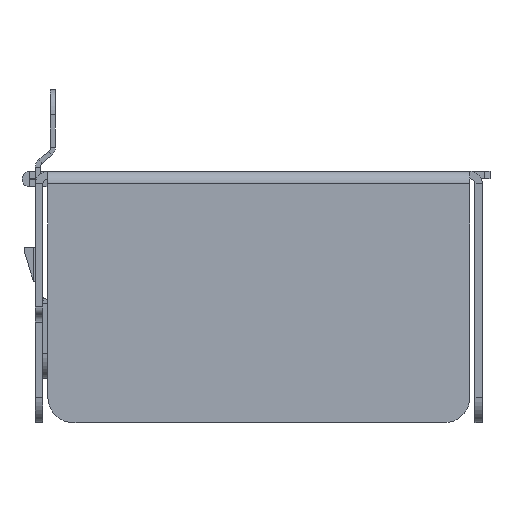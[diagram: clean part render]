
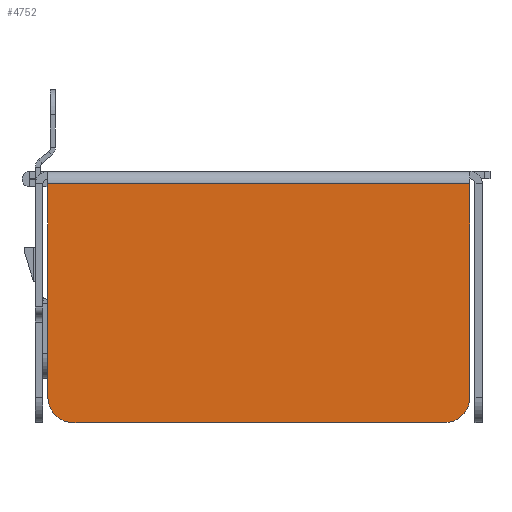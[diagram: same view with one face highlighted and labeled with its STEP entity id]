
A CAD part, left-side view. The second image highlights one B-rep face of the part: STEP entity #4752.
In plain terms, the highlighted planar face has unit normal (-1, 0, 0).
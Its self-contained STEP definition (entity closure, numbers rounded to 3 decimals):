
#277 = ORIENTED_EDGE ( 'NONE', *, *, #5073, .T. ) ;
#293 = AXIS2_PLACEMENT_3D ( 'NONE', #5118, #2761, #6246 ) ;
#315 = VERTEX_POINT ( 'NONE', #7099 ) ;
#354 = DIRECTION ( 'NONE',  ( 0., 0., 1. ) ) ;
#519 = FACE_OUTER_BOUND ( 'NONE', #3381, .T. ) ;
#611 = CARTESIAN_POINT ( 'NONE',  ( -87.25, -37., -45. ) ) ;
#821 = VERTEX_POINT ( 'NONE', #6468 ) ;
#920 = EDGE_CURVE ( 'NONE', #4541, #1228, #1730, .T. ) ;
#1228 = VERTEX_POINT ( 'NONE', #5440 ) ;
#1543 = ORIENTED_EDGE ( 'NONE', *, *, #920, .T. ) ;
#1672 = ORIENTED_EDGE ( 'NONE', *, *, #2183, .T. ) ;
#1730 = LINE ( 'NONE', #6403, #1913 ) ;
#1834 = VERTEX_POINT ( 'NONE', #4698 ) ;
#1913 = VECTOR ( 'NONE', #2547, 1000. ) ;
#2183 = EDGE_CURVE ( 'NONE', #4988, #315, #2846, .T. ) ;
#2437 = CARTESIAN_POINT ( 'NONE',  ( -87.25, -42., -2.5 ) ) ;
#2478 = VECTOR ( 'NONE', #4704, 1000. ) ;
#2532 = VECTOR ( 'NONE', #4254, 1000. ) ;
#2547 = DIRECTION ( 'NONE',  ( 0., 1., 0. ) ) ;
#2655 = EDGE_CURVE ( 'NONE', #1228, #4988, #4964, .T. ) ;
#2761 = DIRECTION ( 'NONE',  ( -1., 0., 0. ) ) ;
#2846 = CIRCLE ( 'NONE', #4239, 5. ) ;
#2991 = CARTESIAN_POINT ( 'NONE',  ( -87.25, 42., -45. ) ) ;
#3018 = ORIENTED_EDGE ( 'NONE', *, *, #5180, .T. ) ;
#3367 = PLANE ( 'NONE',  #3645 ) ;
#3381 = EDGE_LOOP ( 'NONE', ( #3018, #1543, #5966, #1672, #277, #5092 ) ) ;
#3610 = CARTESIAN_POINT ( 'NONE',  ( -87.25, 42., -45. ) ) ;
#3645 = AXIS2_PLACEMENT_3D ( 'NONE', #611, #3944, #6283 ) ;
#3944 = DIRECTION ( 'NONE',  ( -1., 0., 0. ) ) ;
#4239 = AXIS2_PLACEMENT_3D ( 'NONE', #6691, #5641, #7263 ) ;
#4254 = DIRECTION ( 'NONE',  ( 0., -1., 0. ) ) ;
#4541 = VERTEX_POINT ( 'NONE', #2437 ) ;
#4698 = CARTESIAN_POINT ( 'NONE',  ( -87.25, -42., -45. ) ) ;
#4704 = DIRECTION ( 'NONE',  ( 0., 0., -1. ) ) ;
#4752 = ADVANCED_FACE ( 'NONE', ( #519 ), #3367, .T. ) ;
#4964 = LINE ( 'NONE', #2991, #2478 ) ;
#4988 = VERTEX_POINT ( 'NONE', #3610 ) ;
#5073 = EDGE_CURVE ( 'NONE', #315, #821, #6276, .T. ) ;
#5092 = ORIENTED_EDGE ( 'NONE', *, *, #6849, .T. ) ;
#5118 = CARTESIAN_POINT ( 'NONE',  ( -87.25, -37., -45. ) ) ;
#5180 = EDGE_CURVE ( 'NONE', #1834, #4541, #5556, .T. ) ;
#5398 = CARTESIAN_POINT ( 'NONE',  ( -87.25, -37., -50. ) ) ;
#5440 = CARTESIAN_POINT ( 'NONE',  ( -87.25, 42., -2.5 ) ) ;
#5556 = LINE ( 'NONE', #5949, #5735 ) ;
#5641 = DIRECTION ( 'NONE',  ( -1., 0., 0. ) ) ;
#5735 = VECTOR ( 'NONE', #354, 1000. ) ;
#5949 = CARTESIAN_POINT ( 'NONE',  ( -87.25, -42., -45. ) ) ;
#5966 = ORIENTED_EDGE ( 'NONE', *, *, #2655, .T. ) ;
#6246 = DIRECTION ( 'NONE',  ( 0., 0., 1. ) ) ;
#6276 = LINE ( 'NONE', #5398, #2532 ) ;
#6283 = DIRECTION ( 'NONE',  ( 0., 0., 1. ) ) ;
#6403 = CARTESIAN_POINT ( 'NONE',  ( -87.25, -37., -2.5 ) ) ;
#6468 = CARTESIAN_POINT ( 'NONE',  ( -87.25, -37., -50. ) ) ;
#6691 = CARTESIAN_POINT ( 'NONE',  ( -87.25, 37., -45. ) ) ;
#6849 = EDGE_CURVE ( 'NONE', #821, #1834, #7088, .T. ) ;
#7088 = CIRCLE ( 'NONE', #293, 5. ) ;
#7099 = CARTESIAN_POINT ( 'NONE',  ( -87.25, 37., -50. ) ) ;
#7263 = DIRECTION ( 'NONE',  ( 0., 0., 1. ) ) ;
